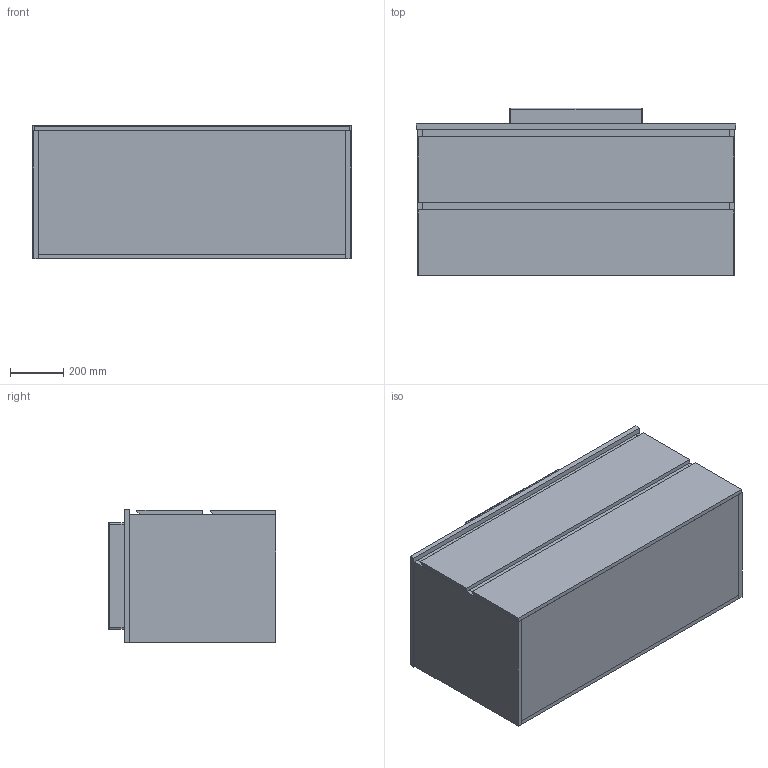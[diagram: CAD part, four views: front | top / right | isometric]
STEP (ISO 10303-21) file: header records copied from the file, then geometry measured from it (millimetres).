
FILE_DESCRIPTION (( 'STEP AP214' ), '1' );
FILE_NAME ('AD Twin Benchtop 1200 ASSEM.STEP', '2019-03-08T00:35:42', ( '' ), ( '' ), 'SwSTEP 2.0', 'SolidWorks 2015', '' );
FILE_SCHEMA (( 'AUTOMOTIVE_DESIGN' ));
Length unit declared in the file: millimetre
Products named in the file (7): CERAMIC OVERFLOW COVER; AD Twin Benchtop 1200 ASSEM; Posh Solus Semi-Inset Basin; AD Twin Benchtop 1200; Posh Solus Semi-Inset Basin ASSEM; 1200 semi inset top; 1200 semi inset top ASSEM
Assembly tree (6 placements, depth 4):
  AD Twin Benchtop 1200 ASSEM
    AD Twin Benchtop 1200
    1200 semi inset top ASSEM
      1200 semi inset top
      Posh Solus Semi-Inset Basin ASSEM
        Posh Solus Semi-Inset Basin
        CERAMIC OVERFLOW COVER
Bounding box: 1200 x 630 x 500 mm (x, y, z)
Volume: 62094246.8 mm3; surface area: 7770734.7 mm2
Topology: 10 solids, 10 shells, 155 faces, 355 edges, 221 vertices
Faces by surface type: plane 108, cylinder 26, torus 8, bspline 7, sphere 6
Entity records: 5403 total; most frequent: CARTESIAN_POINT 1459, DIRECTION 734, ORIENTED_EDGE 702, EDGE_CURVE 351, AXIS2_PLACEMENT_3D 246, VECTOR 242, LINE 242, VERTEX_POINT 221
